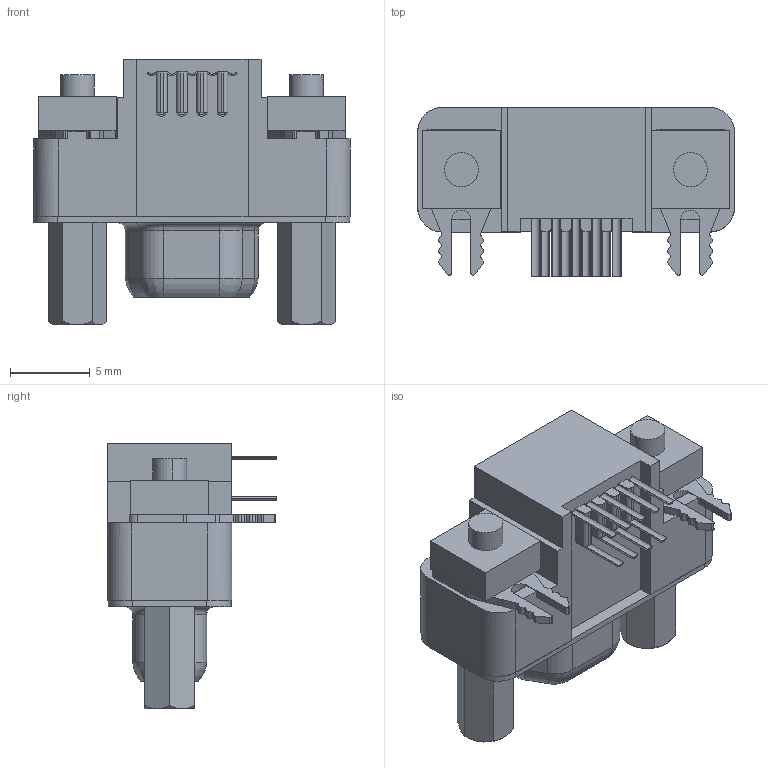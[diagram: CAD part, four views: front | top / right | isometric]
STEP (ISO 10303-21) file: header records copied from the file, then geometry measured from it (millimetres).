
FILE_DESCRIPTION((''),'2;1');
FILE_NAME('836119006','2015-12-11T',('ME'),(''),'PRO/ENGINEER BY PARAMETRIC TECHNOLOGY CORPORATION, 2011490','PRO/ENGINEER BY PARAMETRIC TECHNOLOGY CORPORATION, 2011490','');
FILE_SCHEMA(('CONFIG_CONTROL_DESIGN'));
Length unit declared in the file: millimetre
Products named in the file (1): 836119006
Bounding box: 19.85 x 10.59 x 16.66 mm (x, y, z)
Volume: 1480 mm3; surface area: 1448.2 mm2
Topology: 1 solids, 1 shells, 401 faces, 1126 edges, 751 vertices
Faces by surface type: plane 209, cylinder 142, cone 20, sphere 18, torus 8, bspline 4
Entity records: 13181 total; most frequent: CARTESIAN_POINT 2511, DIRECTION 2310, ORIENTED_EDGE 2172, EDGE_CURVE 1086, AXIS2_PLACEMENT_3D 839, VERTEX_POINT 729, VECTOR 632, LINE 632
